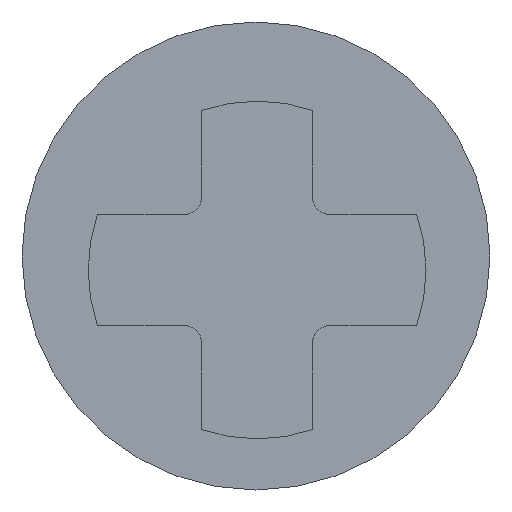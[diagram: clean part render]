
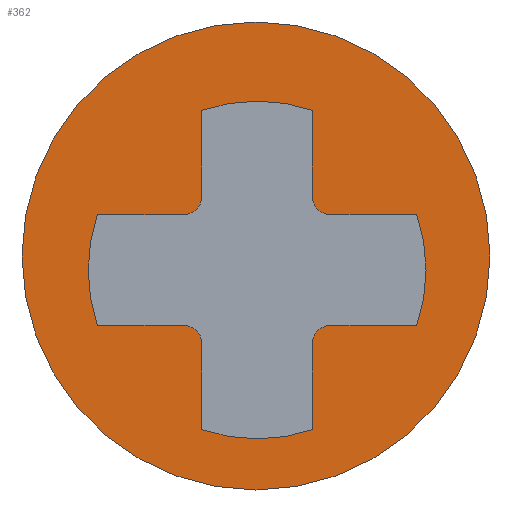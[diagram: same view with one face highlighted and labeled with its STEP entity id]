
A CAD part, left-side view. The second image highlights one B-rep face of the part: STEP entity #362.
In plain terms, the highlighted planar face has unit normal (-1, 0, 0).
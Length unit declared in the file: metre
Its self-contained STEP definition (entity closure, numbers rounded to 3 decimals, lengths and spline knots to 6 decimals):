
#22=LINE('',#564,#54);
#23=LINE('',#568,#55);
#24=LINE('',#572,#56);
#25=LINE('',#576,#57);
#26=LINE('',#580,#58);
#27=LINE('',#584,#59);
#28=LINE('',#588,#60);
#29=LINE('',#592,#61);
#54=VECTOR('',#447,1.);
#55=VECTOR('',#450,1.);
#56=VECTOR('',#453,1.);
#57=VECTOR('',#456,1.);
#58=VECTOR('',#459,1.);
#59=VECTOR('',#462,1.);
#60=VECTOR('',#465,1.);
#61=VECTOR('',#468,1.);
#86=ORIENTED_EDGE('',*,*,#190,.T.);
#87=ORIENTED_EDGE('',*,*,#191,.F.);
#88=ORIENTED_EDGE('',*,*,#192,.T.);
#89=ORIENTED_EDGE('',*,*,#193,.T.);
#90=ORIENTED_EDGE('',*,*,#194,.T.);
#91=ORIENTED_EDGE('',*,*,#195,.F.);
#92=ORIENTED_EDGE('',*,*,#196,.F.);
#93=ORIENTED_EDGE('',*,*,#197,.T.);
#94=ORIENTED_EDGE('',*,*,#198,.T.);
#95=ORIENTED_EDGE('',*,*,#199,.F.);
#96=ORIENTED_EDGE('',*,*,#200,.T.);
#97=ORIENTED_EDGE('',*,*,#201,.T.);
#98=ORIENTED_EDGE('',*,*,#202,.F.);
#99=ORIENTED_EDGE('',*,*,#203,.F.);
#100=ORIENTED_EDGE('',*,*,#204,.T.);
#101=ORIENTED_EDGE('',*,*,#205,.T.);
#102=ORIENTED_EDGE('',*,*,#206,.T.);
#190=EDGE_CURVE('',#242,#242,#278,.T.);
#191=EDGE_CURVE('',#243,#244,#279,.T.);
#192=EDGE_CURVE('',#243,#245,#22,.T.);
#193=EDGE_CURVE('',#245,#246,#280,.T.);
#194=EDGE_CURVE('',#246,#247,#23,.T.);
#195=EDGE_CURVE('',#248,#247,#281,.T.);
#196=EDGE_CURVE('',#249,#248,#24,.T.);
#197=EDGE_CURVE('',#249,#250,#282,.T.);
#198=EDGE_CURVE('',#250,#251,#25,.T.);
#199=EDGE_CURVE('',#252,#251,#283,.T.);
#200=EDGE_CURVE('',#252,#253,#26,.T.);
#201=EDGE_CURVE('',#253,#254,#284,.T.);
#202=EDGE_CURVE('',#255,#254,#27,.T.);
#203=EDGE_CURVE('',#256,#255,#285,.T.);
#204=EDGE_CURVE('',#256,#257,#28,.T.);
#205=EDGE_CURVE('',#257,#258,#286,.T.);
#206=EDGE_CURVE('',#258,#244,#29,.T.);
#242=VERTEX_POINT('',#560);
#243=VERTEX_POINT('',#562);
#244=VERTEX_POINT('',#563);
#245=VERTEX_POINT('',#565);
#246=VERTEX_POINT('',#567);
#247=VERTEX_POINT('',#569);
#248=VERTEX_POINT('',#571);
#249=VERTEX_POINT('',#573);
#250=VERTEX_POINT('',#575);
#251=VERTEX_POINT('',#577);
#252=VERTEX_POINT('',#579);
#253=VERTEX_POINT('',#581);
#254=VERTEX_POINT('',#583);
#255=VERTEX_POINT('',#585);
#256=VERTEX_POINT('',#587);
#257=VERTEX_POINT('',#589);
#258=VERTEX_POINT('',#591);
#278=CIRCLE('',#398,0.00381);
#279=CIRCLE('',#399,0.00275);
#280=CIRCLE('',#400,0.0003);
#281=CIRCLE('',#401,0.00275);
#282=CIRCLE('',#402,0.0003);
#283=CIRCLE('',#403,0.00275);
#284=CIRCLE('',#404,0.0003);
#285=CIRCLE('',#405,0.00275);
#286=CIRCLE('',#406,0.0003);
#298=EDGE_LOOP('',(#86));
#299=EDGE_LOOP('',(#87,#88,#89,#90,#91,#92,#93,#94,#95,#96,#97,#98,#99,
#100,#101,#102));
#324=FACE_BOUND('',#298,.T.);
#325=FACE_BOUND('',#299,.T.);
#350=PLANE('',#397);
#362=ADVANCED_FACE('',(#324,#325),#350,.T.);
#397=AXIS2_PLACEMENT_3D('',#558,#441,#442);
#398=AXIS2_PLACEMENT_3D('',#559,#443,#444);
#399=AXIS2_PLACEMENT_3D('',#561,#445,#446);
#400=AXIS2_PLACEMENT_3D('',#566,#448,#449);
#401=AXIS2_PLACEMENT_3D('',#570,#451,#452);
#402=AXIS2_PLACEMENT_3D('',#574,#454,#455);
#403=AXIS2_PLACEMENT_3D('',#578,#457,#458);
#404=AXIS2_PLACEMENT_3D('',#582,#460,#461);
#405=AXIS2_PLACEMENT_3D('',#586,#463,#464);
#406=AXIS2_PLACEMENT_3D('',#590,#466,#467);
#441=DIRECTION('',(-1.,0.,0.));
#442=DIRECTION('',(0.,-1.,0.));
#443=DIRECTION('',(-1.,0.,0.));
#444=DIRECTION('',(0.,-1.,0.));
#445=DIRECTION('',(-1.,0.,0.));
#446=DIRECTION('',(0.,-1.,0.));
#447=DIRECTION('',(0.,0.,1.));
#448=DIRECTION('',(-1.,0.,0.));
#449=DIRECTION('',(0.,-1.,0.));
#450=DIRECTION('',(0.,1.,0.));
#451=DIRECTION('',(-1.,0.,0.));
#452=DIRECTION('',(0.,-1.,0.));
#453=DIRECTION('',(0.,1.,0.));
#454=DIRECTION('',(-1.,0.,0.));
#455=DIRECTION('',(0.,-1.,0.));
#456=DIRECTION('',(0.,0.,1.));
#457=DIRECTION('',(-1.,0.,0.));
#458=DIRECTION('',(0.,-1.,0.));
#459=DIRECTION('',(0.,0.,-1.));
#460=DIRECTION('',(-1.,0.,0.));
#461=DIRECTION('',(0.,-1.,0.));
#462=DIRECTION('',(0.,1.,0.));
#463=DIRECTION('',(-1.,0.,0.));
#464=DIRECTION('',(0.,-1.,0.));
#465=DIRECTION('',(0.,1.,0.));
#466=DIRECTION('',(-1.,0.,0.));
#467=DIRECTION('',(0.,-1.,0.));
#468=DIRECTION('',(0.,0.,-1.));
#558=CARTESIAN_POINT('',(0.02391,0.087224,0.02588));
#559=CARTESIAN_POINT('',(0.02391,0.087224,0.02588));
#560=CARTESIAN_POINT('',(0.02391,0.083414,0.02588));
#561=CARTESIAN_POINT('',(0.02391,0.087206,0.025652));
#562=CARTESIAN_POINT('',(0.02391,0.088106,0.023053));
#563=CARTESIAN_POINT('',(0.02391,0.086306,0.023053));
#564=CARTESIAN_POINT('',(0.02391,0.088106,0.023752));
#565=CARTESIAN_POINT('',(0.02391,0.088106,0.024452));
#566=CARTESIAN_POINT('',(0.02391,0.088406,0.024452));
#567=CARTESIAN_POINT('',(0.02391,0.088406,0.024752));
#568=CARTESIAN_POINT('',(0.02391,0.089105,0.024752));
#569=CARTESIAN_POINT('',(0.02391,0.089804,0.024752));
#570=CARTESIAN_POINT('',(0.02391,0.087206,0.025652));
#571=CARTESIAN_POINT('',(0.02391,0.089804,0.026552));
#572=CARTESIAN_POINT('',(0.02391,0.089105,0.026552));
#573=CARTESIAN_POINT('',(0.02391,0.088406,0.026552));
#574=CARTESIAN_POINT('',(0.02391,0.088406,0.026852));
#575=CARTESIAN_POINT('',(0.02391,0.088106,0.026852));
#576=CARTESIAN_POINT('',(0.02391,0.088106,0.027551));
#577=CARTESIAN_POINT('',(0.02391,0.088106,0.02825));
#578=CARTESIAN_POINT('',(0.02391,0.087206,0.025652));
#579=CARTESIAN_POINT('',(0.02391,0.086306,0.02825));
#580=CARTESIAN_POINT('',(0.02391,0.086306,0.027551));
#581=CARTESIAN_POINT('',(0.02391,0.086306,0.026852));
#582=CARTESIAN_POINT('',(0.02391,0.086006,0.026852));
#583=CARTESIAN_POINT('',(0.02391,0.086006,0.026552));
#584=CARTESIAN_POINT('',(0.02391,0.085307,0.026552));
#585=CARTESIAN_POINT('',(0.02391,0.084607,0.026552));
#586=CARTESIAN_POINT('',(0.02391,0.087206,0.025652));
#587=CARTESIAN_POINT('',(0.02391,0.084607,0.024752));
#588=CARTESIAN_POINT('',(0.02391,0.085307,0.024752));
#589=CARTESIAN_POINT('',(0.02391,0.086006,0.024752));
#590=CARTESIAN_POINT('',(0.02391,0.086006,0.024452));
#591=CARTESIAN_POINT('',(0.02391,0.086306,0.024452));
#592=CARTESIAN_POINT('',(0.02391,0.086306,0.023752));
